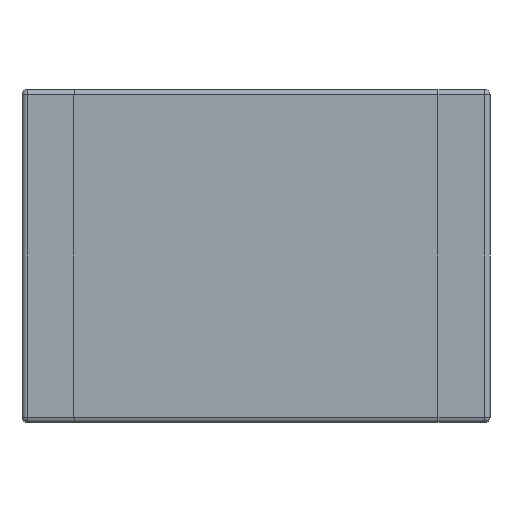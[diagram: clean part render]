
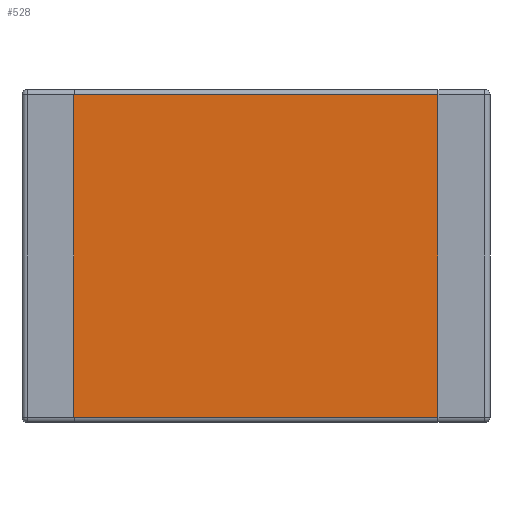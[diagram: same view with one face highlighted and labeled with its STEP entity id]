
A CAD part, front view. The second image highlights one B-rep face of the part: STEP entity #528.
In plain terms, the highlighted planar face has unit normal (0, -1, 0).
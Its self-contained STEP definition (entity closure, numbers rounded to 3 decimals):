
#519 = ORIENTED_EDGE ( 'NONE', *, *, #534, .F. ) ;
#520 = ORIENTED_EDGE ( 'NONE', *, *, #597, .F. ) ;
#521 = EDGE_LOOP ( 'NONE', ( #519, #527, #520, #522 ) ) ;
#522 = ORIENTED_EDGE ( 'NONE', *, *, #525, .T. ) ;
#525 = EDGE_CURVE ( 'NONE', #588, #663, #1003, .T. ) ;
#526 = EDGE_CURVE ( 'NONE', #543, #594, #1059, .T. ) ;
#527 = ORIENTED_EDGE ( 'NONE', *, *, #526, .T. ) ;
#528 = ADVANCED_FACE ( 'NONE', ( #1055 ), #1040, .T. ) ;
#534 = EDGE_CURVE ( 'NONE', #543, #663, #1069, .T. ) ;
#543 = VERTEX_POINT ( 'NONE', #1085 ) ;
#588 = VERTEX_POINT ( 'NONE', #1282 ) ;
#594 = VERTEX_POINT ( 'NONE', #1267 ) ;
#597 = EDGE_CURVE ( 'NONE', #588, #594, #1266, .T. ) ;
#663 = VERTEX_POINT ( 'NONE', #1473 ) ;
#1000 = DIRECTION ( 'NONE',  ( -1., 0., 0. ) ) ;
#1001 = VECTOR ( 'NONE', #1000, 1000. ) ;
#1002 = CARTESIAN_POINT ( 'NONE',  ( -2.25, 0., 1.55 ) ) ;
#1003 = LINE ( 'NONE', #1002, #1001 ) ;
#1034 = DIRECTION ( 'NONE',  ( 0., 0., -1. ) ) ;
#1035 = DIRECTION ( 'NONE',  ( 0., -1., 0. ) ) ;
#1036 = CARTESIAN_POINT ( 'NONE',  ( 2.25, 0., -1.6 ) ) ;
#1037 = AXIS2_PLACEMENT_3D ( 'NONE', #1036, #1035, #1034 ) ;
#1040 = PLANE ( 'NONE',  #1037 ) ;
#1055 = FACE_OUTER_BOUND ( 'NONE', #521, .T. ) ;
#1056 = DIRECTION ( 'NONE',  ( 1., 0., 0. ) ) ;
#1057 = VECTOR ( 'NONE', #1056, 1000. ) ;
#1058 = CARTESIAN_POINT ( 'NONE',  ( 2.25, 0., -1.55 ) ) ;
#1059 = LINE ( 'NONE', #1058, #1057 ) ;
#1066 = DIRECTION ( 'NONE',  ( 0., 0., 1. ) ) ;
#1067 = VECTOR ( 'NONE', #1066, 1000. ) ;
#1068 = CARTESIAN_POINT ( 'NONE',  ( -1.75, 0., -1.6 ) ) ;
#1069 = LINE ( 'NONE', #1068, #1067 ) ;
#1085 = CARTESIAN_POINT ( 'NONE',  ( -1.75, 0., -1.55 ) ) ;
#1263 = DIRECTION ( 'NONE',  ( 0., 0., -1. ) ) ;
#1264 = VECTOR ( 'NONE', #1263, 1000. ) ;
#1265 = CARTESIAN_POINT ( 'NONE',  ( 1.75, 0., -1.6 ) ) ;
#1266 = LINE ( 'NONE', #1265, #1264 ) ;
#1267 = CARTESIAN_POINT ( 'NONE',  ( 1.75, 0., -1.55 ) ) ;
#1282 = CARTESIAN_POINT ( 'NONE',  ( 1.75, 0., 1.55 ) ) ;
#1473 = CARTESIAN_POINT ( 'NONE',  ( -1.75, 0., 1.55 ) ) ;
